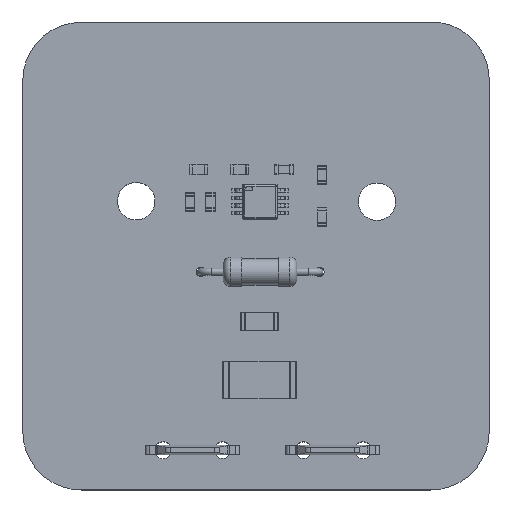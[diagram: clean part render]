
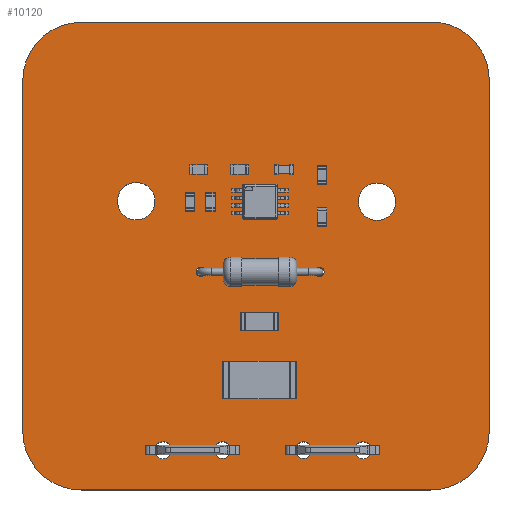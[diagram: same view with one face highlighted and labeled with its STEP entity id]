
A CAD part, top view. The second image highlights one B-rep face of the part: STEP entity #10120.
In plain terms, the highlighted planar face has unit normal (0, 0, 1).
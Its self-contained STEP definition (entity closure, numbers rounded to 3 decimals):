
#9883 = VERTEX_POINT('',#9884);
#9884 = CARTESIAN_POINT('',(180.187,-60.374,1.6));
#9890 = EDGE_CURVE('',#9883,#9891,#9893,.T.);
#9891 = VERTEX_POINT('',#9892);
#9892 = CARTESIAN_POINT('',(185.1,-65.4,1.6));
#9893 = CIRCLE('',#9894,4.949);
#9894 = AXIS2_PLACEMENT_3D('',#9895,#9896,#9897);
#9895 = CARTESIAN_POINT('',(180.152,-65.323,1.6));
#9896 = DIRECTION('',(0.,0.,-1.));
#9897 = DIRECTION('',(0.007,1.,0.));
#9925 = VERTEX_POINT('',#9926);
#9926 = CARTESIAN_POINT('',(150.2,-60.4,1.6));
#9932 = EDGE_CURVE('',#9925,#9883,#9933,.T.);
#9933 = LINE('',#9934,#9935);
#9934 = CARTESIAN_POINT('',(150.2,-60.4,1.6));
#9935 = VECTOR('',#9936,1.);
#9936 = DIRECTION('',(1.,0.001,0.));
#9954 = EDGE_CURVE('',#9891,#9955,#9957,.T.);
#9955 = VERTEX_POINT('',#9956);
#9956 = CARTESIAN_POINT('',(185.1,-95.4,1.6));
#9957 = LINE('',#9958,#9959);
#9958 = CARTESIAN_POINT('',(185.1,-65.4,1.6));
#9959 = VECTOR('',#9960,1.);
#9960 = DIRECTION('',(0.,-1.,0.));
#10120 = ADVANCED_FACE('',(#10121,#10167,#10178,#10189,#10200,#10211,
    #10222,#10233,#10244),#10255,.F.);
#10121 = FACE_BOUND('',#10122,.F.);
#10122 = EDGE_LOOP('',(#10123,#10124,#10125,#10134,#10142,#10151,#10159,
    #10166));
#10123 = ORIENTED_EDGE('',*,*,#9890,.T.);
#10124 = ORIENTED_EDGE('',*,*,#9954,.T.);
#10125 = ORIENTED_EDGE('',*,*,#10126,.T.);
#10126 = EDGE_CURVE('',#9955,#10127,#10129,.T.);
#10127 = VERTEX_POINT('',#10128);
#10128 = CARTESIAN_POINT('',(180.1,-100.4,1.6));
#10129 = CIRCLE('',#10130,5.);
#10130 = AXIS2_PLACEMENT_3D('',#10131,#10132,#10133);
#10131 = CARTESIAN_POINT('',(180.1,-95.4,1.6));
#10132 = DIRECTION('',(0.,0.,-1.));
#10133 = DIRECTION('',(1.,0.,0.));
#10134 = ORIENTED_EDGE('',*,*,#10135,.T.);
#10135 = EDGE_CURVE('',#10127,#10136,#10138,.T.);
#10136 = VERTEX_POINT('',#10137);
#10137 = CARTESIAN_POINT('',(150.2,-100.4,1.6));
#10138 = LINE('',#10139,#10140);
#10139 = CARTESIAN_POINT('',(180.1,-100.4,1.6));
#10140 = VECTOR('',#10141,1.);
#10141 = DIRECTION('',(-1.,0.,0.));
#10142 = ORIENTED_EDGE('',*,*,#10143,.T.);
#10143 = EDGE_CURVE('',#10136,#10144,#10146,.T.);
#10144 = VERTEX_POINT('',#10145);
#10145 = CARTESIAN_POINT('',(145.2,-95.4,1.6));
#10146 = CIRCLE('',#10147,5.);
#10147 = AXIS2_PLACEMENT_3D('',#10148,#10149,#10150);
#10148 = CARTESIAN_POINT('',(150.2,-95.4,1.6));
#10149 = DIRECTION('',(0.,0.,-1.));
#10150 = DIRECTION('',(0.,-1.,0.));
#10151 = ORIENTED_EDGE('',*,*,#10152,.T.);
#10152 = EDGE_CURVE('',#10144,#10153,#10155,.T.);
#10153 = VERTEX_POINT('',#10154);
#10154 = CARTESIAN_POINT('',(145.2,-65.4,1.6));
#10155 = LINE('',#10156,#10157);
#10156 = CARTESIAN_POINT('',(145.2,-95.4,1.6));
#10157 = VECTOR('',#10158,1.);
#10158 = DIRECTION('',(0.,1.,0.));
#10159 = ORIENTED_EDGE('',*,*,#10160,.T.);
#10160 = EDGE_CURVE('',#10153,#9925,#10161,.T.);
#10161 = CIRCLE('',#10162,5.);
#10162 = AXIS2_PLACEMENT_3D('',#10163,#10164,#10165);
#10163 = CARTESIAN_POINT('',(150.2,-65.4,1.6));
#10164 = DIRECTION('',(0.,0.,-1.));
#10165 = DIRECTION('',(-1.,0.,-0.));
#10166 = ORIENTED_EDGE('',*,*,#9932,.T.);
#10167 = FACE_BOUND('',#10168,.F.);
#10168 = EDGE_LOOP('',(#10169));
#10169 = ORIENTED_EDGE('',*,*,#10170,.F.);
#10170 = EDGE_CURVE('',#10171,#10171,#10173,.T.);
#10171 = VERTEX_POINT('',#10172);
#10172 = CARTESIAN_POINT('',(174.29,-97.715,1.6));
#10173 = CIRCLE('',#10174,0.715);
#10174 = AXIS2_PLACEMENT_3D('',#10175,#10176,#10177);
#10175 = CARTESIAN_POINT('',(174.29,-97.,1.6));
#10176 = DIRECTION('',(-0.,0.,-1.));
#10177 = DIRECTION('',(-0.,-1.,0.));
#10178 = FACE_BOUND('',#10179,.F.);
#10179 = EDGE_LOOP('',(#10180));
#10180 = ORIENTED_EDGE('',*,*,#10181,.F.);
#10181 = EDGE_CURVE('',#10182,#10182,#10184,.T.);
#10182 = VERTEX_POINT('',#10183);
#10183 = CARTESIAN_POINT('',(169.21,-97.715,1.6));
#10184 = CIRCLE('',#10185,0.715);
#10185 = AXIS2_PLACEMENT_3D('',#10186,#10187,#10188);
#10186 = CARTESIAN_POINT('',(169.21,-97.,1.6));
#10187 = DIRECTION('',(-0.,0.,-1.));
#10188 = DIRECTION('',(-0.,-1.,0.));
#10189 = FACE_BOUND('',#10190,.F.);
#10190 = EDGE_LOOP('',(#10191));
#10191 = ORIENTED_EDGE('',*,*,#10192,.F.);
#10192 = EDGE_CURVE('',#10193,#10193,#10195,.T.);
#10193 = VERTEX_POINT('',#10194);
#10194 = CARTESIAN_POINT('',(162.29,-97.715,1.6));
#10195 = CIRCLE('',#10196,0.715);
#10196 = AXIS2_PLACEMENT_3D('',#10197,#10198,#10199);
#10197 = CARTESIAN_POINT('',(162.29,-97.,1.6));
#10198 = DIRECTION('',(-0.,0.,-1.));
#10199 = DIRECTION('',(-0.,-1.,0.));
#10200 = FACE_BOUND('',#10201,.F.);
#10201 = EDGE_LOOP('',(#10202));
#10202 = ORIENTED_EDGE('',*,*,#10203,.F.);
#10203 = EDGE_CURVE('',#10204,#10204,#10206,.T.);
#10204 = VERTEX_POINT('',#10205);
#10205 = CARTESIAN_POINT('',(157.21,-97.715,1.6));
#10206 = CIRCLE('',#10207,0.715);
#10207 = AXIS2_PLACEMENT_3D('',#10208,#10209,#10210);
#10208 = CARTESIAN_POINT('',(157.21,-97.,1.6));
#10209 = DIRECTION('',(-0.,0.,-1.));
#10210 = DIRECTION('',(-0.,-1.,0.));
#10211 = FACE_BOUND('',#10212,.F.);
#10212 = EDGE_LOOP('',(#10213));
#10213 = ORIENTED_EDGE('',*,*,#10214,.F.);
#10214 = EDGE_CURVE('',#10215,#10215,#10217,.T.);
#10215 = VERTEX_POINT('',#10216);
#10216 = CARTESIAN_POINT('',(170.58,-82.15,1.6));
#10217 = CIRCLE('',#10218,0.4);
#10218 = AXIS2_PLACEMENT_3D('',#10219,#10220,#10221);
#10219 = CARTESIAN_POINT('',(170.58,-81.75,1.6));
#10220 = DIRECTION('',(-0.,0.,-1.));
#10221 = DIRECTION('',(0.,-1.,-0.));
#10222 = FACE_BOUND('',#10223,.F.);
#10223 = EDGE_LOOP('',(#10224));
#10224 = ORIENTED_EDGE('',*,*,#10225,.F.);
#10225 = EDGE_CURVE('',#10226,#10226,#10228,.T.);
#10226 = VERTEX_POINT('',#10227);
#10227 = CARTESIAN_POINT('',(175.5,-77.35,1.6));
#10228 = CIRCLE('',#10229,1.6);
#10229 = AXIS2_PLACEMENT_3D('',#10230,#10231,#10232);
#10230 = CARTESIAN_POINT('',(175.5,-75.75,1.6));
#10231 = DIRECTION('',(-0.,0.,-1.));
#10232 = DIRECTION('',(-0.,-1.,0.));
#10233 = FACE_BOUND('',#10234,.F.);
#10234 = EDGE_LOOP('',(#10235));
#10235 = ORIENTED_EDGE('',*,*,#10236,.F.);
#10236 = EDGE_CURVE('',#10237,#10237,#10239,.T.);
#10237 = VERTEX_POINT('',#10238);
#10238 = CARTESIAN_POINT('',(160.42,-82.15,1.6));
#10239 = CIRCLE('',#10240,0.4);
#10240 = AXIS2_PLACEMENT_3D('',#10241,#10242,#10243);
#10241 = CARTESIAN_POINT('',(160.42,-81.75,1.6));
#10242 = DIRECTION('',(-0.,0.,-1.));
#10243 = DIRECTION('',(0.,-1.,0.));
#10244 = FACE_BOUND('',#10245,.F.);
#10245 = EDGE_LOOP('',(#10246));
#10246 = ORIENTED_EDGE('',*,*,#10247,.F.);
#10247 = EDGE_CURVE('',#10248,#10248,#10250,.T.);
#10248 = VERTEX_POINT('',#10249);
#10249 = CARTESIAN_POINT('',(154.9,-77.3,1.6));
#10250 = CIRCLE('',#10251,1.6);
#10251 = AXIS2_PLACEMENT_3D('',#10252,#10253,#10254);
#10252 = CARTESIAN_POINT('',(154.9,-75.7,1.6));
#10253 = DIRECTION('',(-0.,0.,-1.));
#10254 = DIRECTION('',(-0.,-1.,0.));
#10255 = PLANE('',#10256);
#10256 = AXIS2_PLACEMENT_3D('',#10257,#10258,#10259);
#10257 = CARTESIAN_POINT('',(165.157,-80.39,1.6));
#10258 = DIRECTION('',(-0.,-0.,-1.));
#10259 = DIRECTION('',(-1.,0.,0.));
